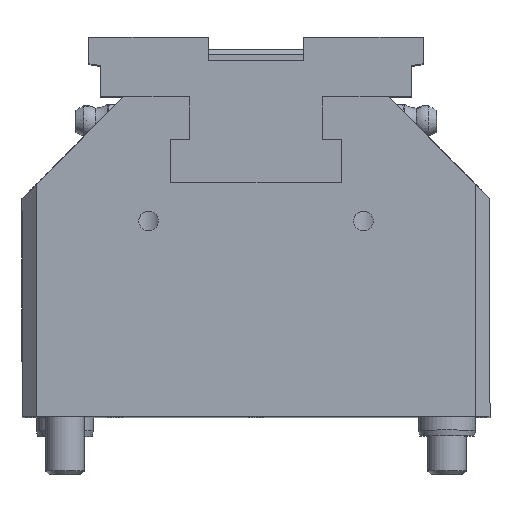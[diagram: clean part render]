
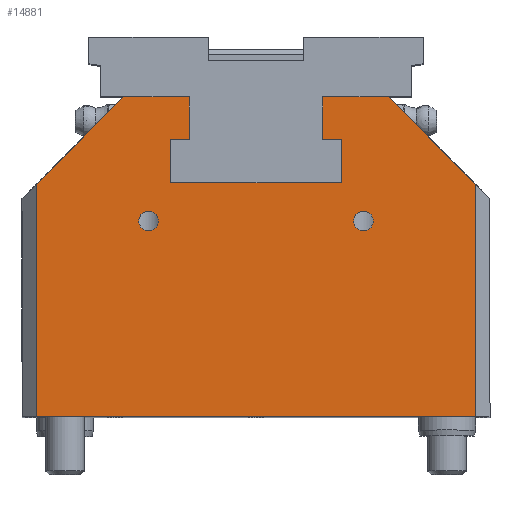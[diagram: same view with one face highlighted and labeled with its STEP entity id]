
A CAD part, top view. The second image highlights one B-rep face of the part: STEP entity #14881.
In plain terms, the highlighted planar face has unit normal (0, 0, 1).
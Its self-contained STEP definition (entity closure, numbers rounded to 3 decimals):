
#857=FACE_BOUND('',#2223,.T.);
#858=FACE_BOUND('',#2224,.T.);
#956=CIRCLE('',#15868,2.067);
#957=CIRCLE('',#15869,2.067);
#1360=FACE_OUTER_BOUND('',#2222,.T.);
#2222=EDGE_LOOP('',(#9440,#9441,#9442,#9443,#9444,#9445,#9446,#9447,#9448,
#9449,#9450,#9451,#9452,#9453));
#2223=EDGE_LOOP('',(#9454));
#2224=EDGE_LOOP('',(#9455));
#3243=LINE('',#21240,#4519);
#3244=LINE('',#21242,#4520);
#3245=LINE('',#21244,#4521);
#3246=LINE('',#21246,#4522);
#3247=LINE('',#21248,#4523);
#3248=LINE('',#21250,#4524);
#3249=LINE('',#21252,#4525);
#3250=LINE('',#21254,#4526);
#3251=LINE('',#21256,#4527);
#3252=LINE('',#21258,#4528);
#3253=LINE('',#21260,#4529);
#3254=LINE('',#21262,#4530);
#3255=LINE('',#21264,#4531);
#3256=LINE('',#21265,#4532);
#4519=VECTOR('',#17115,10.);
#4520=VECTOR('',#17116,10.);
#4521=VECTOR('',#17117,10.);
#4522=VECTOR('',#17118,10.);
#4523=VECTOR('',#17119,10.);
#4524=VECTOR('',#17120,10.);
#4525=VECTOR('',#17121,10.);
#4526=VECTOR('',#17122,10.);
#4527=VECTOR('',#17123,10.);
#4528=VECTOR('',#17124,10.);
#4529=VECTOR('',#17125,10.);
#4530=VECTOR('',#17126,10.);
#4531=VECTOR('',#17127,10.);
#4532=VECTOR('',#17128,10.);
#5892=VERTEX_POINT('',#21238);
#5893=VERTEX_POINT('',#21239);
#5894=VERTEX_POINT('',#21241);
#5895=VERTEX_POINT('',#21243);
#5896=VERTEX_POINT('',#21245);
#5897=VERTEX_POINT('',#21247);
#5898=VERTEX_POINT('',#21249);
#5899=VERTEX_POINT('',#21251);
#5900=VERTEX_POINT('',#21253);
#5901=VERTEX_POINT('',#21255);
#5902=VERTEX_POINT('',#21257);
#5903=VERTEX_POINT('',#21259);
#5904=VERTEX_POINT('',#21261);
#5905=VERTEX_POINT('',#21263);
#5906=VERTEX_POINT('',#21266);
#5907=VERTEX_POINT('',#21268);
#7296=EDGE_CURVE('',#5892,#5893,#3243,.T.);
#7297=EDGE_CURVE('',#5894,#5892,#3244,.T.);
#7298=EDGE_CURVE('',#5895,#5894,#3245,.T.);
#7299=EDGE_CURVE('',#5895,#5896,#3246,.T.);
#7300=EDGE_CURVE('',#5897,#5896,#3247,.T.);
#7301=EDGE_CURVE('',#5898,#5897,#3248,.T.);
#7302=EDGE_CURVE('',#5899,#5898,#3249,.T.);
#7303=EDGE_CURVE('',#5899,#5900,#3250,.T.);
#7304=EDGE_CURVE('',#5901,#5900,#3251,.T.);
#7305=EDGE_CURVE('',#5902,#5901,#3252,.T.);
#7306=EDGE_CURVE('',#5903,#5902,#3253,.T.);
#7307=EDGE_CURVE('',#5904,#5903,#3254,.T.);
#7308=EDGE_CURVE('',#5905,#5904,#3255,.T.);
#7309=EDGE_CURVE('',#5893,#5905,#3256,.T.);
#7310=EDGE_CURVE('',#5906,#5906,#956,.T.);
#7311=EDGE_CURVE('',#5907,#5907,#957,.T.);
#9440=ORIENTED_EDGE('',*,*,#7296,.F.);
#9441=ORIENTED_EDGE('',*,*,#7297,.F.);
#9442=ORIENTED_EDGE('',*,*,#7298,.F.);
#9443=ORIENTED_EDGE('',*,*,#7299,.T.);
#9444=ORIENTED_EDGE('',*,*,#7300,.F.);
#9445=ORIENTED_EDGE('',*,*,#7301,.F.);
#9446=ORIENTED_EDGE('',*,*,#7302,.F.);
#9447=ORIENTED_EDGE('',*,*,#7303,.T.);
#9448=ORIENTED_EDGE('',*,*,#7304,.F.);
#9449=ORIENTED_EDGE('',*,*,#7305,.F.);
#9450=ORIENTED_EDGE('',*,*,#7306,.F.);
#9451=ORIENTED_EDGE('',*,*,#7307,.F.);
#9452=ORIENTED_EDGE('',*,*,#7308,.F.);
#9453=ORIENTED_EDGE('',*,*,#7309,.F.);
#9454=ORIENTED_EDGE('',*,*,#7310,.T.);
#9455=ORIENTED_EDGE('',*,*,#7311,.T.);
#13547=PLANE('',#15867);
#14881=ADVANCED_FACE('',(#1360,#857,#858),#13547,.T.);
#15867=AXIS2_PLACEMENT_3D('',#21237,#17113,#17114);
#15868=AXIS2_PLACEMENT_3D('',#21267,#17129,#17130);
#15869=AXIS2_PLACEMENT_3D('',#21269,#17131,#17132);
#17113=DIRECTION('center_axis',(0.,0.,1.));
#17114=DIRECTION('ref_axis',(1.,0.,0.));
#17115=DIRECTION('',(-1.,0.,0.));
#17116=DIRECTION('',(0.,-1.,0.));
#17117=DIRECTION('',(1.,0.,0.));
#17118=DIRECTION('',(-0.707,-0.707,0.));
#17119=DIRECTION('',(0.,1.,0.));
#17120=DIRECTION('',(-1.,0.,0.));
#17121=DIRECTION('',(0.,-1.,0.));
#17122=DIRECTION('',(-0.707,0.707,0.));
#17123=DIRECTION('',(1.,0.,0.));
#17124=DIRECTION('',(0.,1.,0.));
#17125=DIRECTION('',(-1.,0.,0.));
#17126=DIRECTION('',(0.,1.,0.));
#17127=DIRECTION('',(1.,0.,0.));
#17128=DIRECTION('',(0.,-1.,0.));
#17129=DIRECTION('center_axis',(0.,0.,-1.));
#17130=DIRECTION('ref_axis',(1.,0.,0.));
#17131=DIRECTION('center_axis',(0.,0.,-1.));
#17132=DIRECTION('ref_axis',(1.,0.,0.));
#21237=CARTESIAN_POINT('Origin',(9.627,0.183,98.));
#21238=CARTESIAN_POINT('',(-4.373,19.46,98.));
#21239=CARTESIAN_POINT('',(-8.373,19.46,98.));
#21240=CARTESIAN_POINT('',(-4.373,19.46,98.));
#21241=CARTESIAN_POINT('',(-4.373,28.46,98.));
#21242=CARTESIAN_POINT('',(-4.373,28.46,98.));
#21243=CARTESIAN_POINT('',(-18.1,28.46,98.));
#21244=CARTESIAN_POINT('',(2.627,28.46,98.));
#21245=CARTESIAN_POINT('',(-36.373,10.187,98.));
#21246=CARTESIAN_POINT('',(-28.874,17.686,98.));
#21247=CARTESIAN_POINT('',(-36.373,-38.54,98.));
#21248=CARTESIAN_POINT('',(-36.373,-15.179,98.));
#21249=CARTESIAN_POINT('',(55.627,-38.54,98.));
#21250=CARTESIAN_POINT('',(58.627,-38.54,98.));
#21251=CARTESIAN_POINT('',(55.627,10.187,98.));
#21252=CARTESIAN_POINT('',(55.627,13.821,98.));
#21253=CARTESIAN_POINT('',(37.353,28.46,98.));
#21254=CARTESIAN_POINT('',(37.991,27.822,98.));
#21255=CARTESIAN_POINT('',(23.627,28.46,98.));
#21256=CARTESIAN_POINT('',(23.627,28.46,98.));
#21257=CARTESIAN_POINT('',(23.627,19.46,98.));
#21258=CARTESIAN_POINT('',(23.627,19.46,98.));
#21259=CARTESIAN_POINT('',(27.627,19.46,98.));
#21260=CARTESIAN_POINT('',(27.627,19.46,98.));
#21261=CARTESIAN_POINT('',(27.627,10.46,98.));
#21262=CARTESIAN_POINT('',(27.627,10.46,98.));
#21263=CARTESIAN_POINT('',(-8.373,10.46,98.));
#21264=CARTESIAN_POINT('',(-8.373,10.46,98.));
#21265=CARTESIAN_POINT('',(-8.373,19.46,98.));
#21266=CARTESIAN_POINT('',(30.06,2.46,98.));
#21267=CARTESIAN_POINT('Origin',(32.127,2.46,98.));
#21268=CARTESIAN_POINT('',(-14.94,2.46,98.));
#21269=CARTESIAN_POINT('Origin',(-12.873,2.46,98.));
